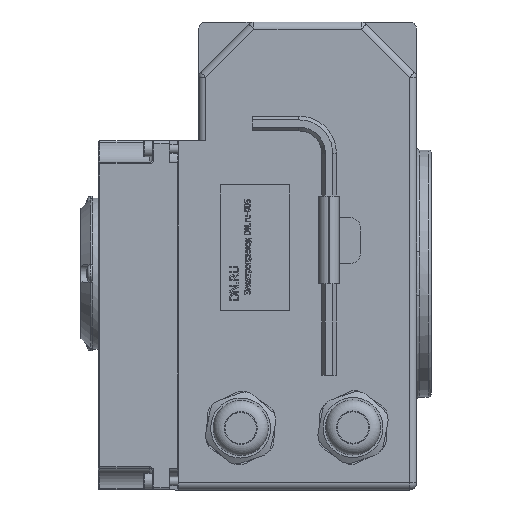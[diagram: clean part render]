
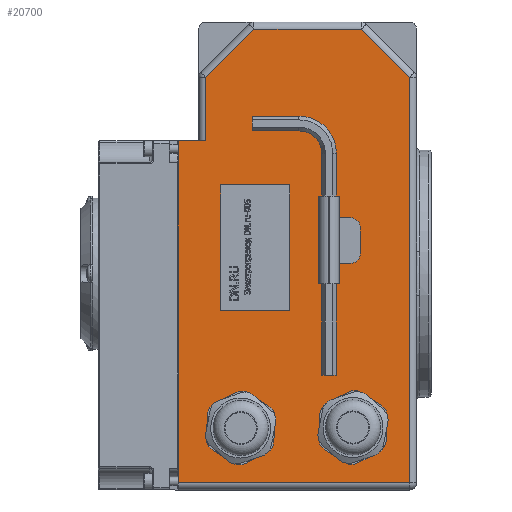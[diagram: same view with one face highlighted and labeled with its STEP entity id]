
A CAD part, left-side view. The second image highlights one B-rep face of the part: STEP entity #20700.
In plain terms, the highlighted planar face has unit normal (-1, 0, 0).
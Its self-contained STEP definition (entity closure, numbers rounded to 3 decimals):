
#271=FACE_BOUND('',#3860,.T.);
#774=PLANE('',#22182);
#2679=FACE_OUTER_BOUND('',#3859,.T.);
#3859=EDGE_LOOP('',(#17734,#17735,#17736,#17737,#17738,#17739,#17740,#17741));
#3860=EDGE_LOOP('',(#17742,#17743,#17744,#17745));
#4816=LINE('',#32733,#6507);
#4819=LINE('',#32738,#6510);
#4821=LINE('',#32742,#6512);
#4823=LINE('',#32745,#6514);
#4918=LINE('',#33750,#6609);
#4922=LINE('',#33763,#6613);
#4993=LINE('',#34029,#6684);
#5176=LINE('',#34785,#6867);
#5178=LINE('',#34794,#6869);
#5179=LINE('',#34802,#6870);
#5180=LINE('',#34811,#6871);
#5184=LINE('',#34822,#6875);
#6507=VECTOR('',#23885,10.);
#6510=VECTOR('',#23890,10.);
#6512=VECTOR('',#23894,10.);
#6514=VECTOR('',#23898,10.);
#6609=VECTOR('',#24469,10.);
#6613=VECTOR('',#24481,10.);
#6684=VECTOR('',#24684,10.);
#6867=VECTOR('',#25255,10.);
#6869=VECTOR('',#25267,10.);
#6870=VECTOR('',#25278,10.);
#6871=VECTOR('',#25293,10.);
#6875=VECTOR('',#25309,10.);
#8827=VERTEX_POINT('',#32731);
#8828=VERTEX_POINT('',#32732);
#8829=VERTEX_POINT('',#32737);
#8830=VERTEX_POINT('',#32741);
#8971=VERTEX_POINT('',#33747);
#8972=VERTEX_POINT('',#33749);
#8977=VERTEX_POINT('',#33761);
#9060=VERTEX_POINT('',#34026);
#9061=VERTEX_POINT('',#34028);
#9304=VERTEX_POINT('',#34781);
#9306=VERTEX_POINT('',#34789);
#9308=VERTEX_POINT('',#34798);
#11078=EDGE_CURVE('',#8827,#8828,#4816,.T.);
#11081=EDGE_CURVE('',#8828,#8829,#4819,.T.);
#11083=EDGE_CURVE('',#8829,#8830,#4821,.T.);
#11085=EDGE_CURVE('',#8830,#8827,#4823,.T.);
#11345=EDGE_CURVE('',#8972,#8971,#4918,.T.);
#11352=EDGE_CURVE('',#8977,#8971,#4922,.T.);
#11463=EDGE_CURVE('',#9060,#9061,#4993,.T.);
#11791=EDGE_CURVE('',#8972,#9304,#5176,.T.);
#11796=EDGE_CURVE('',#9304,#9306,#5178,.T.);
#11800=EDGE_CURVE('',#9306,#9308,#5179,.T.);
#11805=EDGE_CURVE('',#9061,#8977,#5180,.T.);
#11811=EDGE_CURVE('',#9308,#9060,#5184,.T.);
#17734=ORIENTED_EDGE('',*,*,#11345,.T.);
#17735=ORIENTED_EDGE('',*,*,#11352,.F.);
#17736=ORIENTED_EDGE('',*,*,#11805,.F.);
#17737=ORIENTED_EDGE('',*,*,#11463,.F.);
#17738=ORIENTED_EDGE('',*,*,#11811,.F.);
#17739=ORIENTED_EDGE('',*,*,#11800,.F.);
#17740=ORIENTED_EDGE('',*,*,#11796,.F.);
#17741=ORIENTED_EDGE('',*,*,#11791,.F.);
#17742=ORIENTED_EDGE('',*,*,#11078,.T.);
#17743=ORIENTED_EDGE('',*,*,#11081,.T.);
#17744=ORIENTED_EDGE('',*,*,#11083,.T.);
#17745=ORIENTED_EDGE('',*,*,#11085,.T.);
#20700=ADVANCED_FACE('',(#2679,#271),#774,.F.);
#22182=AXIS2_PLACEMENT_3D('',#36876,#26281,#26282);
#23885=DIRECTION('',(0.,1.,0.));
#23890=DIRECTION('',(0.,0.,1.));
#23894=DIRECTION('',(0.,-1.,0.));
#23898=DIRECTION('',(0.,0.,-1.));
#24469=DIRECTION('',(0.,1.,0.));
#24481=DIRECTION('',(0.,0.,1.));
#24684=DIRECTION('',(0.,0.,-1.));
#25255=DIRECTION('',(0.,0.,1.));
#25267=DIRECTION('',(0.,-0.707,0.707));
#25278=DIRECTION('',(0.,-1.,0.));
#25293=DIRECTION('',(0.,1.,0.));
#25309=DIRECTION('',(0.,-0.707,-0.707));
#26281=DIRECTION('center_axis',(1.,0.,0.));
#26282=DIRECTION('ref_axis',(0.,0.,-1.));
#32731=CARTESIAN_POINT('',(0.,6.101,-18.847));
#32732=CARTESIAN_POINT('',(0.,29.85,-18.847));
#32733=CARTESIAN_POINT('',(0.,14.925,-18.847));
#32737=CARTESIAN_POINT('',(0.,29.85,24.445));
#32738=CARTESIAN_POINT('',(0.,29.85,12.223));
#32741=CARTESIAN_POINT('',(0.,6.101,24.445));
#32742=CARTESIAN_POINT('',(0.,3.05,24.445));
#32745=CARTESIAN_POINT('',(0.,6.101,-9.423));
#33747=CARTESIAN_POINT('',(0.,44.5,39.645));
#33749=CARTESIAN_POINT('',(0.,35.,39.645));
#33750=CARTESIAN_POINT('',(0.,37.5,39.645));
#33761=CARTESIAN_POINT('',(0.,44.5,-78.));
#33763=CARTESIAN_POINT('',(0.,44.5,-80.5));
#34026=CARTESIAN_POINT('',(0.,-35.,61.464));
#34028=CARTESIAN_POINT('',(0.,-35.,-78.));
#34029=CARTESIAN_POINT('',(0.,-35.,31.25));
#34781=CARTESIAN_POINT('',(0.,35.,61.464));
#34785=CARTESIAN_POINT('',(0.,35.,-40.25));
#34789=CARTESIAN_POINT('',(0.,18.464,78.));
#34794=CARTESIAN_POINT('',(0.,41.982,54.482));
#34798=CARTESIAN_POINT('',(0.,-18.464,78.));
#34802=CARTESIAN_POINT('',(0.,9.75,78.));
#34811=CARTESIAN_POINT('',(0.,-18.75,-78.));
#34822=CARTESIAN_POINT('',(0.,-32.982,63.482));
#36876=CARTESIAN_POINT('Origin',(0.,0.,0.));
